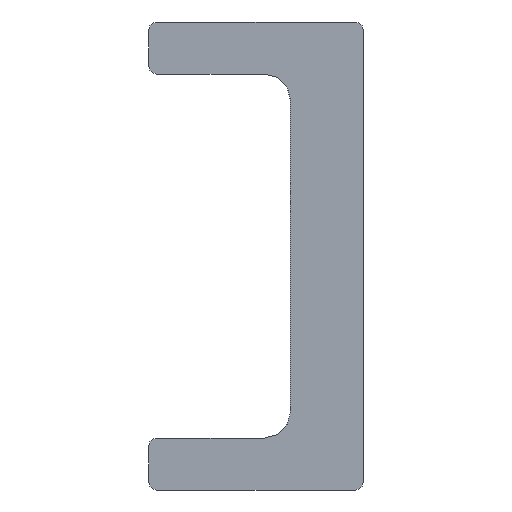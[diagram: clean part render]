
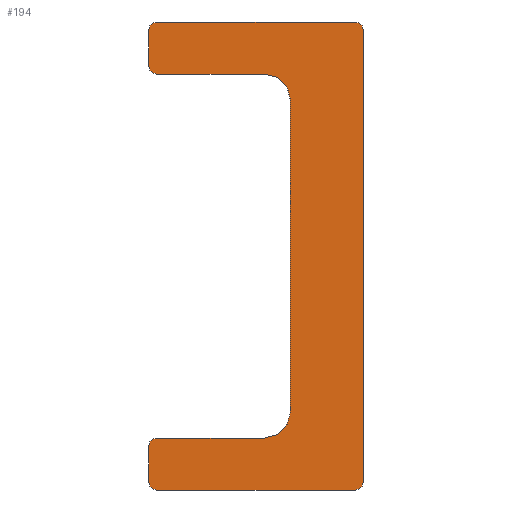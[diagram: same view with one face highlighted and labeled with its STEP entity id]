
A CAD part, front view. The second image highlights one B-rep face of the part: STEP entity #194.
In plain terms, the highlighted planar face has unit normal (0, -1, 0).
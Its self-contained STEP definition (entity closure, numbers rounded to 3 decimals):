
#194 = ADVANCED_FACE( '', ( #472 ), #473, .F. );
#472 = FACE_OUTER_BOUND( '', #753, .T. );
#473 = PLANE( '', #754 );
#753 = EDGE_LOOP( '', ( #1193, #1194, #1195, #1196, #1197, #1198, #1199, #1200, #1201, #1202, #1203, #1204, #1205, #1206, #1207, #1208 ) );
#754 = AXIS2_PLACEMENT_3D( '', #1209, #1210, #1211 );
#1193 = ORIENTED_EDGE( '', *, *, #1299, .F. );
#1194 = ORIENTED_EDGE( '', *, *, #1356, .T. );
#1195 = ORIENTED_EDGE( '', *, *, #1335, .F. );
#1196 = ORIENTED_EDGE( '', *, *, #1386, .T. );
#1197 = ORIENTED_EDGE( '', *, *, #1406, .F. );
#1198 = ORIENTED_EDGE( '', *, *, #1403, .T. );
#1199 = ORIENTED_EDGE( '', *, *, #1421, .F. );
#1200 = ORIENTED_EDGE( '', *, *, #1342, .T. );
#1201 = ORIENTED_EDGE( '', *, *, #1377, .F. );
#1202 = ORIENTED_EDGE( '', *, *, #1307, .T. );
#1203 = ORIENTED_EDGE( '', *, *, #1425, .F. );
#1204 = ORIENTED_EDGE( '', *, *, #1388, .T. );
#1205 = ORIENTED_EDGE( '', *, *, #1267, .F. );
#1206 = ORIENTED_EDGE( '', *, *, #1349, .T. );
#1207 = ORIENTED_EDGE( '', *, *, #1417, .F. );
#1208 = ORIENTED_EDGE( '', *, *, #1426, .T. );
#1209 = CARTESIAN_POINT( '', ( -4.125, 0., 9. ) );
#1210 = DIRECTION( '', ( 0., 1., 0. ) );
#1211 = DIRECTION( '', ( 0., 0., 1. ) );
#1267 = EDGE_CURVE( '', #1448, #1450, #1451, .T. );
#1299 = EDGE_CURVE( '', #1509, #1511, #1512, .T. );
#1307 = EDGE_CURVE( '', #1525, #1523, #1526, .T. );
#1335 = EDGE_CURVE( '', #1570, #1571, #1572, .T. );
#1342 = EDGE_CURVE( '', #1581, #1579, #1582, .T. );
#1349 = EDGE_CURVE( '', #1448, #1590, #1592, .F. );
#1356 = EDGE_CURVE( '', #1509, #1571, #1602, .F. );
#1377 = EDGE_CURVE( '', #1525, #1579, #1639, .T. );
#1386 = EDGE_CURVE( '', #1570, #1649, #1651, .F. );
#1388 = EDGE_CURVE( '', #1653, #1450, #1654, .F. );
#1403 = EDGE_CURVE( '', #1673, #1671, #1674, .F. );
#1406 = EDGE_CURVE( '', #1673, #1649, #1677, .T. );
#1417 = EDGE_CURVE( '', #1689, #1590, #1691, .T. );
#1421 = EDGE_CURVE( '', #1581, #1671, #1695, .T. );
#1425 = EDGE_CURVE( '', #1653, #1523, #1699, .T. );
#1426 = EDGE_CURVE( '', #1689, #1511, #1700, .F. );
#1448 = VERTEX_POINT( '', #1723 );
#1450 = VERTEX_POINT( '', #1726 );
#1451 = LINE( '', #1727, #1728 );
#1509 = VERTEX_POINT( '', #1788 );
#1511 = VERTEX_POINT( '', #1791 );
#1512 = LINE( '', #1792, #1793 );
#1523 = VERTEX_POINT( '', #1805 );
#1525 = VERTEX_POINT( '', #1808 );
#1526 = CIRCLE( '', #1809, 1. );
#1570 = VERTEX_POINT( '', #1860 );
#1571 = VERTEX_POINT( '', #1861 );
#1572 = LINE( '', #1862, #1863 );
#1579 = VERTEX_POINT( '', #1872 );
#1581 = VERTEX_POINT( '', #1875 );
#1582 = CIRCLE( '', #1876, 1. );
#1590 = VERTEX_POINT( '', #1885 );
#1592 = CIRCLE( '', #1888, 0.3 );
#1602 = CIRCLE( '', #1898, 0.3 );
#1639 = LINE( '', #1935, #1936 );
#1649 = VERTEX_POINT( '', #1946 );
#1651 = CIRCLE( '', #1949, 0.3 );
#1653 = VERTEX_POINT( '', #1951 );
#1654 = CIRCLE( '', #1952, 0.3 );
#1671 = VERTEX_POINT( '', #1970 );
#1673 = VERTEX_POINT( '', #1973 );
#1674 = CIRCLE( '', #1974, 0.3 );
#1677 = LINE( '', #1978, #1979 );
#1689 = VERTEX_POINT( '', #1991 );
#1691 = LINE( '', #1994, #1995 );
#1695 = LINE( '', #1999, #2000 );
#1699 = LINE( '', #2004, #2005 );
#1700 = CIRCLE( '', #2006, 0.3 );
#1723 = CARTESIAN_POINT( '', ( -4.125, 0., -8.7 ) );
#1726 = CARTESIAN_POINT( '', ( -4.125, 0., -7.3 ) );
#1727 = CARTESIAN_POINT( '', ( -4.125, 0., -9. ) );
#1728 = VECTOR( '', #2028, 1000. );
#1788 = CARTESIAN_POINT( '', ( 4.125, 0., 8.7 ) );
#1791 = CARTESIAN_POINT( '', ( 4.125, 0., -8.7 ) );
#1792 = CARTESIAN_POINT( '', ( 4.125, 0., 9. ) );
#1793 = VECTOR( '', #2107, 1000. );
#1805 = CARTESIAN_POINT( '', ( 0.325, 0., -7. ) );
#1808 = CARTESIAN_POINT( '', ( 1.325, 0., -6. ) );
#1809 = AXIS2_PLACEMENT_3D( '', #2119, #2120, #2121 );
#1860 = CARTESIAN_POINT( '', ( -3.825, 0., 9. ) );
#1861 = CARTESIAN_POINT( '', ( 3.825, 0., 9. ) );
#1862 = CARTESIAN_POINT( '', ( -4.125, 0., 9. ) );
#1863 = VECTOR( '', #2168, 1000. );
#1872 = CARTESIAN_POINT( '', ( 1.325, 0., 6. ) );
#1875 = CARTESIAN_POINT( '', ( 0.325, 0., 7. ) );
#1876 = AXIS2_PLACEMENT_3D( '', #2175, #2176, #2177 );
#1885 = CARTESIAN_POINT( '', ( -3.825, 0., -9. ) );
#1888 = AXIS2_PLACEMENT_3D( '', #2186, #2187, #2188 );
#1898 = AXIS2_PLACEMENT_3D( '', #2198, #2199, #2200 );
#1935 = CARTESIAN_POINT( '', ( 1.325, 0., 7. ) );
#1936 = VECTOR( '', #2249, 1000. );
#1946 = CARTESIAN_POINT( '', ( -4.125, 0., 8.7 ) );
#1949 = AXIS2_PLACEMENT_3D( '', #2257, #2258, #2259 );
#1951 = CARTESIAN_POINT( '', ( -3.825, 0., -7. ) );
#1952 = AXIS2_PLACEMENT_3D( '', #2260, #2261, #2262 );
#1970 = CARTESIAN_POINT( '', ( -3.825, 0., 7. ) );
#1973 = CARTESIAN_POINT( '', ( -4.125, 0., 7.3 ) );
#1974 = AXIS2_PLACEMENT_3D( '', #2274, #2275, #2276 );
#1978 = CARTESIAN_POINT( '', ( -4.125, 0., -9. ) );
#1979 = VECTOR( '', #2278, 1000. );
#1991 = CARTESIAN_POINT( '', ( 3.825, 0., -9. ) );
#1994 = CARTESIAN_POINT( '', ( 4.125, 0., -9. ) );
#1995 = VECTOR( '', #2286, 1000. );
#1999 = CARTESIAN_POINT( '', ( -4.125, 0., 7. ) );
#2000 = VECTOR( '', #2287, 1000. );
#2004 = CARTESIAN_POINT( '', ( 1.325, 0., -7. ) );
#2005 = VECTOR( '', #2288, 1000. );
#2006 = AXIS2_PLACEMENT_3D( '', #2289, #2290, #2291 );
#2028 = DIRECTION( '', ( 0., 0., 1. ) );
#2107 = DIRECTION( '', ( 0., 0., -1. ) );
#2119 = CARTESIAN_POINT( '', ( 0.325, 0., -6. ) );
#2120 = DIRECTION( '', ( 0., 1., 0. ) );
#2121 = DIRECTION( '', ( 0., 0., 1. ) );
#2168 = DIRECTION( '', ( 1., 0., 0. ) );
#2175 = CARTESIAN_POINT( '', ( 0.325, 0., 6. ) );
#2176 = DIRECTION( '', ( 0., 1., 0. ) );
#2177 = DIRECTION( '', ( 0., 0., 1. ) );
#2186 = CARTESIAN_POINT( '', ( -3.825, 0., -8.7 ) );
#2187 = DIRECTION( '', ( 0., 1., 0. ) );
#2188 = DIRECTION( '', ( 0., 0., 1. ) );
#2198 = CARTESIAN_POINT( '', ( 3.825, 0., 8.7 ) );
#2199 = DIRECTION( '', ( 0., 1., 0. ) );
#2200 = DIRECTION( '', ( 0., 0., 1. ) );
#2249 = DIRECTION( '', ( 0., 0., 1. ) );
#2257 = CARTESIAN_POINT( '', ( -3.825, 0., 8.7 ) );
#2258 = DIRECTION( '', ( 0., 1., 0. ) );
#2259 = DIRECTION( '', ( 0., 0., 1. ) );
#2260 = CARTESIAN_POINT( '', ( -3.825, 0., -7.3 ) );
#2261 = DIRECTION( '', ( 0., 1., 0. ) );
#2262 = DIRECTION( '', ( 0., 0., 1. ) );
#2274 = CARTESIAN_POINT( '', ( -3.825, 0., 7.3 ) );
#2275 = DIRECTION( '', ( 0., 1., 0. ) );
#2276 = DIRECTION( '', ( 0., 0., 1. ) );
#2278 = DIRECTION( '', ( 0., 0., 1. ) );
#2286 = DIRECTION( '', ( -1., 0., 0. ) );
#2287 = DIRECTION( '', ( -1., 0., 0. ) );
#2288 = DIRECTION( '', ( 1., 0., 0. ) );
#2289 = CARTESIAN_POINT( '', ( 3.825, 0., -8.7 ) );
#2290 = DIRECTION( '', ( 0., 1., 0. ) );
#2291 = DIRECTION( '', ( 0., 0., 1. ) );
